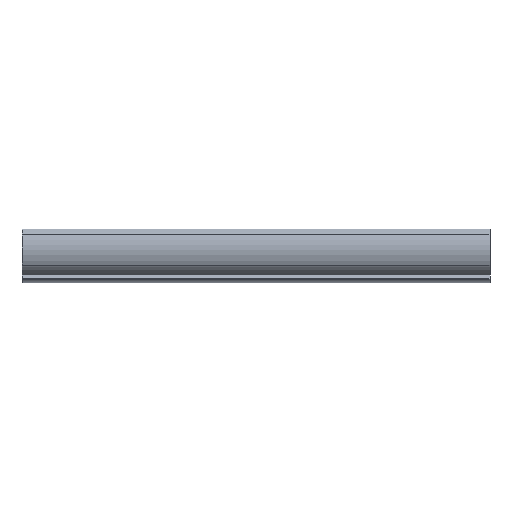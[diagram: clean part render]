
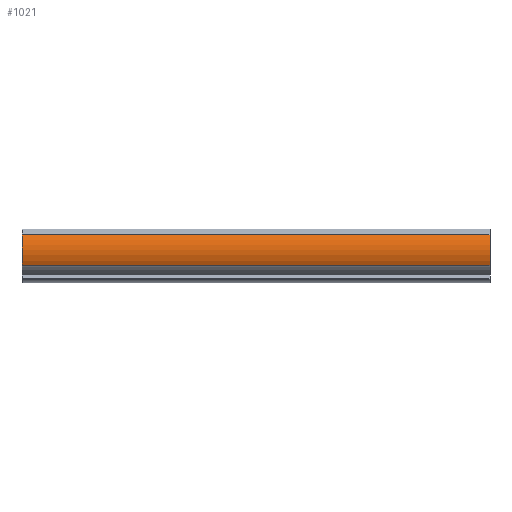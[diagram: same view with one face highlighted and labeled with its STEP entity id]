
A CAD part, left-side view. The second image highlights one B-rep face of the part: STEP entity #1021.
In plain terms, the highlighted cylindrical face has radius 14 mm (diameter 28 mm), a partial arc.
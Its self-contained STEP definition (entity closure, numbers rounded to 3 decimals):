
#103 = EDGE_LOOP ( 'NONE', ( #138, #208, #1103, #1252 ) ) ;
#123 = CARTESIAN_POINT ( 'NONE',  ( 0., 200., 2.5 ) ) ;
#138 = ORIENTED_EDGE ( 'NONE', *, *, #892, .T. ) ;
#142 = DIRECTION ( 'NONE',  ( 0., 1., 0. ) ) ;
#208 = ORIENTED_EDGE ( 'NONE', *, *, #1036, .T. ) ;
#348 = EDGE_CURVE ( 'NONE', #563, #1636, #535, .T. ) ;
#402 = DIRECTION ( 'NONE',  ( 0., 0., 1. ) ) ;
#419 = DIRECTION ( 'NONE',  ( 0., 1., 0. ) ) ;
#430 = CARTESIAN_POINT ( 'NONE',  ( 0., 0., 2.5 ) ) ;
#470 = CARTESIAN_POINT ( 'NONE',  ( -12.394, 0., 9.011 ) ) ;
#535 = CIRCLE ( 'NONE', #855, 14. ) ;
#538 = VERTEX_POINT ( 'NONE', #722 ) ;
#549 = CARTESIAN_POINT ( 'NONE',  ( 0., 0., 2.5 ) ) ;
#563 = VERTEX_POINT ( 'NONE', #570 ) ;
#570 = CARTESIAN_POINT ( 'NONE',  ( -12.394, 200., -4.011 ) ) ;
#572 = DIRECTION ( 'NONE',  ( 0., 1., 0. ) ) ;
#613 = AXIS2_PLACEMENT_3D ( 'NONE', #549, #419, #686 ) ;
#623 = CARTESIAN_POINT ( 'NONE',  ( -12.394, 200., 9.011 ) ) ;
#629 = VERTEX_POINT ( 'NONE', #470 ) ;
#686 = DIRECTION ( 'NONE',  ( 0., 0., 1. ) ) ;
#710 = VECTOR ( 'NONE', #572, 1000. ) ;
#722 = CARTESIAN_POINT ( 'NONE',  ( -12.394, 0., -4.011 ) ) ;
#734 = LINE ( 'NONE', #863, #710 ) ;
#778 = LINE ( 'NONE', #1638, #1220 ) ;
#855 = AXIS2_PLACEMENT_3D ( 'NONE', #123, #1371, #402 ) ;
#863 = CARTESIAN_POINT ( 'NONE',  ( -12.394, 0., 9.011 ) ) ;
#892 = EDGE_CURVE ( 'NONE', #538, #629, #1503, .T. ) ;
#1021 = ADVANCED_FACE ( 'NONE', ( #1800 ), #1053, .T. ) ;
#1036 = EDGE_CURVE ( 'NONE', #629, #1636, #734, .T. ) ;
#1053 = CYLINDRICAL_SURFACE ( 'NONE', #1188, 14. ) ;
#1103 = ORIENTED_EDGE ( 'NONE', *, *, #348, .F. ) ;
#1188 = AXIS2_PLACEMENT_3D ( 'NONE', #430, #142, #1689 ) ;
#1220 = VECTOR ( 'NONE', #1221, 1000. ) ;
#1221 = DIRECTION ( 'NONE',  ( 0., -1., 0. ) ) ;
#1252 = ORIENTED_EDGE ( 'NONE', *, *, #1298, .T. ) ;
#1298 = EDGE_CURVE ( 'NONE', #563, #538, #778, .T. ) ;
#1371 = DIRECTION ( 'NONE',  ( 0., 1., 0. ) ) ;
#1503 = CIRCLE ( 'NONE', #613, 14. ) ;
#1636 = VERTEX_POINT ( 'NONE', #623 ) ;
#1638 = CARTESIAN_POINT ( 'NONE',  ( -12.394, 0., -4.011 ) ) ;
#1689 = DIRECTION ( 'NONE',  ( 0., 0., 1. ) ) ;
#1800 = FACE_OUTER_BOUND ( 'NONE', #103, .T. ) ;
